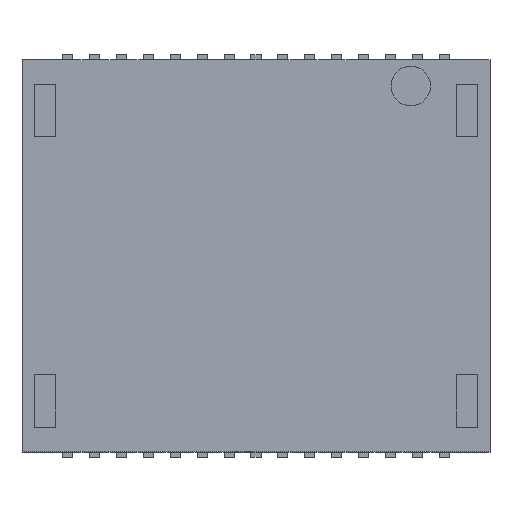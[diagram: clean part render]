
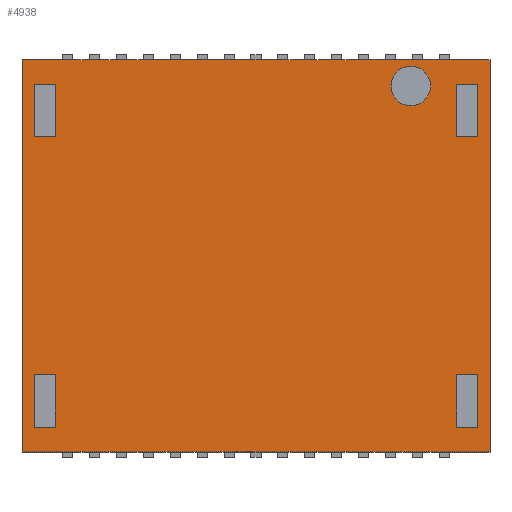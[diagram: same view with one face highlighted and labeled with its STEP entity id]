
A CAD part, top view. The second image highlights one B-rep face of the part: STEP entity #4938.
In plain terms, the highlighted planar face has unit normal (0, 0, 1).
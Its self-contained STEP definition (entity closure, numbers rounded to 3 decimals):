
#1289=DIRECTION('',(0.,1.,0.));
#1290=VECTOR('',#1289,14.86);
#1291=CARTESIAN_POINT('',(-8.865,-7.43,7.));
#1292=LINE('',#1291,#1290);
#1293=DIRECTION('',(1.,0.,0.));
#1294=VECTOR('',#1293,17.73);
#1295=CARTESIAN_POINT('',(-8.865,7.43,7.));
#1296=LINE('',#1295,#1294);
#1297=DIRECTION('',(0.,-1.,0.));
#1298=VECTOR('',#1297,14.86);
#1299=CARTESIAN_POINT('',(8.865,7.43,7.));
#1300=LINE('',#1299,#1298);
#1301=DIRECTION('',(-1.,0.,0.));
#1302=VECTOR('',#1301,17.73);
#1303=CARTESIAN_POINT('',(8.865,-7.43,7.));
#1304=LINE('',#1303,#1302);
#1305=CARTESIAN_POINT('',(5.865,6.43,7.));
#1306=DIRECTION('',(0.,0.,1.));
#1307=DIRECTION('',(1.,0.,0.));
#1308=AXIS2_PLACEMENT_3D('',#1305,#1306,#1307);
#1310=CARTESIAN_POINT('',(5.865,6.43,7.));
#1311=DIRECTION('',(0.,0.,1.));
#1312=DIRECTION('',(-1.,0.,0.));
#1313=AXIS2_PLACEMENT_3D('',#1310,#1311,#1312);
#1315=DIRECTION('',(0.,1.,0.));
#1316=VECTOR('',#1315,2.);
#1317=CARTESIAN_POINT('',(-8.4,4.5,7.));
#1318=LINE('',#1317,#1316);
#1323=DIRECTION('',(1.,0.,0.));
#1324=VECTOR('',#1323,0.8);
#1325=CARTESIAN_POINT('',(-8.4,6.5,7.));
#1326=LINE('',#1325,#1324);
#1331=DIRECTION('',(0.,-1.,0.));
#1332=VECTOR('',#1331,2.);
#1333=CARTESIAN_POINT('',(-7.6,6.5,7.));
#1334=LINE('',#1333,#1332);
#1339=DIRECTION('',(-1.,0.,0.));
#1340=VECTOR('',#1339,0.8);
#1341=CARTESIAN_POINT('',(-7.6,4.5,7.));
#1342=LINE('',#1341,#1340);
#1363=DIRECTION('',(0.,1.,0.));
#1364=VECTOR('',#1363,2.);
#1365=CARTESIAN_POINT('',(7.6,4.5,7.));
#1366=LINE('',#1365,#1364);
#1371=DIRECTION('',(1.,0.,0.));
#1372=VECTOR('',#1371,0.8);
#1373=CARTESIAN_POINT('',(7.6,6.5,7.));
#1374=LINE('',#1373,#1372);
#1379=DIRECTION('',(0.,-1.,0.));
#1380=VECTOR('',#1379,2.);
#1381=CARTESIAN_POINT('',(8.4,6.5,7.));
#1382=LINE('',#1381,#1380);
#1387=DIRECTION('',(-1.,0.,0.));
#1388=VECTOR('',#1387,0.8);
#1389=CARTESIAN_POINT('',(8.4,4.5,7.));
#1390=LINE('',#1389,#1388);
#1411=DIRECTION('',(0.,1.,0.));
#1412=VECTOR('',#1411,2.);
#1413=CARTESIAN_POINT('',(-8.4,-6.5,7.));
#1414=LINE('',#1413,#1412);
#1419=DIRECTION('',(1.,0.,0.));
#1420=VECTOR('',#1419,0.8);
#1421=CARTESIAN_POINT('',(-8.4,-4.5,7.));
#1422=LINE('',#1421,#1420);
#1427=DIRECTION('',(0.,-1.,0.));
#1428=VECTOR('',#1427,2.);
#1429=CARTESIAN_POINT('',(-7.6,-4.5,7.));
#1430=LINE('',#1429,#1428);
#1435=DIRECTION('',(-1.,0.,0.));
#1436=VECTOR('',#1435,0.8);
#1437=CARTESIAN_POINT('',(-7.6,-6.5,7.));
#1438=LINE('',#1437,#1436);
#1459=DIRECTION('',(0.,1.,0.));
#1460=VECTOR('',#1459,2.);
#1461=CARTESIAN_POINT('',(7.6,-6.5,7.));
#1462=LINE('',#1461,#1460);
#1467=DIRECTION('',(1.,0.,0.));
#1468=VECTOR('',#1467,0.8);
#1469=CARTESIAN_POINT('',(7.6,-4.5,7.));
#1470=LINE('',#1469,#1468);
#1475=DIRECTION('',(0.,-1.,0.));
#1476=VECTOR('',#1475,2.);
#1477=CARTESIAN_POINT('',(8.4,-4.5,7.));
#1478=LINE('',#1477,#1476);
#1483=DIRECTION('',(-1.,0.,0.));
#1484=VECTOR('',#1483,0.8);
#1485=CARTESIAN_POINT('',(8.4,-6.5,7.));
#1486=LINE('',#1485,#1484);
#2573=CARTESIAN_POINT('',(8.865,7.43,7.));
#2574=VERTEX_POINT('',#2573);
#2575=CARTESIAN_POINT('',(-8.865,7.43,7.));
#2576=VERTEX_POINT('',#2575);
#2633=CARTESIAN_POINT('',(8.865,-7.43,7.));
#2634=VERTEX_POINT('',#2633);
#2635=CARTESIAN_POINT('',(-8.865,-7.43,7.));
#2636=VERTEX_POINT('',#2635);
#2817=CARTESIAN_POINT('',(-8.4,4.5,7.));
#2818=CARTESIAN_POINT('',(-8.4,6.5,7.));
#2819=VERTEX_POINT('',#2817);
#2820=VERTEX_POINT('',#2818);
#2821=CARTESIAN_POINT('',(-7.6,4.5,7.));
#2822=VERTEX_POINT('',#2821);
#2823=CARTESIAN_POINT('',(-7.6,6.5,7.));
#2824=VERTEX_POINT('',#2823);
#2825=CARTESIAN_POINT('',(7.6,4.5,7.));
#2826=CARTESIAN_POINT('',(7.6,6.5,7.));
#2827=VERTEX_POINT('',#2825);
#2828=VERTEX_POINT('',#2826);
#2829=CARTESIAN_POINT('',(8.4,4.5,7.));
#2830=VERTEX_POINT('',#2829);
#2831=CARTESIAN_POINT('',(8.4,6.5,7.));
#2832=VERTEX_POINT('',#2831);
#2833=CARTESIAN_POINT('',(-8.4,-6.5,7.));
#2834=CARTESIAN_POINT('',(-8.4,-4.5,7.));
#2835=VERTEX_POINT('',#2833);
#2836=VERTEX_POINT('',#2834);
#2837=CARTESIAN_POINT('',(-7.6,-6.5,7.));
#2838=VERTEX_POINT('',#2837);
#2839=CARTESIAN_POINT('',(-7.6,-4.5,7.));
#2840=VERTEX_POINT('',#2839);
#2841=CARTESIAN_POINT('',(7.6,-6.5,7.));
#2842=CARTESIAN_POINT('',(7.6,-4.5,7.));
#2843=VERTEX_POINT('',#2841);
#2844=VERTEX_POINT('',#2842);
#2845=CARTESIAN_POINT('',(8.4,-6.5,7.));
#2846=VERTEX_POINT('',#2845);
#2847=CARTESIAN_POINT('',(8.4,-4.5,7.));
#2848=VERTEX_POINT('',#2847);
#3053=CARTESIAN_POINT('',(6.615,6.43,7.));
#3054=CARTESIAN_POINT('',(5.115,6.43,7.));
#3055=VERTEX_POINT('',#3053);
#3056=VERTEX_POINT('',#3054);
#4881=CARTESIAN_POINT('',(0.,0.,7.));
#4882=DIRECTION('',(0.,0.,1.));
#4883=DIRECTION('',(1.,0.,0.));
#4884=AXIS2_PLACEMENT_3D('',#4881,#4882,#4883);
#4885=PLANE('',#4884);
#4886=ORIENTED_EDGE('',*,*,#4875,.T.);
#4887=ORIENTED_EDGE('',*,*,#3375,.T.);
#4888=ORIENTED_EDGE('',*,*,#3528,.T.);
#4889=ORIENTED_EDGE('',*,*,#3586,.T.);
#4890=EDGE_LOOP('',(#4886,#4887,#4888,#4889));
#4891=FACE_OUTER_BOUND('',#4890,.F.);
#4893=ORIENTED_EDGE('',*,*,#4892,.F.);
#4895=ORIENTED_EDGE('',*,*,#4894,.F.);
#4897=ORIENTED_EDGE('',*,*,#4896,.F.);
#4899=ORIENTED_EDGE('',*,*,#4898,.F.);
#4900=EDGE_LOOP('',(#4893,#4895,#4897,#4899));
#4901=FACE_BOUND('',#4900,.F.);
#4903=ORIENTED_EDGE('',*,*,#4902,.F.);
#4905=ORIENTED_EDGE('',*,*,#4904,.F.);
#4907=ORIENTED_EDGE('',*,*,#4906,.F.);
#4909=ORIENTED_EDGE('',*,*,#4908,.F.);
#4910=EDGE_LOOP('',(#4903,#4905,#4907,#4909));
#4911=FACE_BOUND('',#4910,.F.);
#4913=ORIENTED_EDGE('',*,*,#4912,.F.);
#4915=ORIENTED_EDGE('',*,*,#4914,.F.);
#4917=ORIENTED_EDGE('',*,*,#4916,.F.);
#4919=ORIENTED_EDGE('',*,*,#4918,.F.);
#4920=EDGE_LOOP('',(#4913,#4915,#4917,#4919));
#4921=FACE_BOUND('',#4920,.F.);
#4923=ORIENTED_EDGE('',*,*,#4922,.F.);
#4925=ORIENTED_EDGE('',*,*,#4924,.F.);
#4927=ORIENTED_EDGE('',*,*,#4926,.F.);
#4929=ORIENTED_EDGE('',*,*,#4928,.F.);
#4930=EDGE_LOOP('',(#4923,#4925,#4927,#4929));
#4931=FACE_BOUND('',#4930,.F.);
#4933=ORIENTED_EDGE('',*,*,#4932,.T.);
#4935=ORIENTED_EDGE('',*,*,#4934,.T.);
#4936=EDGE_LOOP('',(#4933,#4935));
#4937=FACE_BOUND('',#4936,.F.);
#1309=CIRCLE('',#1308,0.75);
#1314=CIRCLE('',#1313,0.75);
#3375=EDGE_CURVE('',#2576,#2574,#1296,.T.);
#3528=EDGE_CURVE('',#2574,#2634,#1300,.T.);
#3586=EDGE_CURVE('',#2634,#2636,#1304,.T.);
#4875=EDGE_CURVE('',#2636,#2576,#1292,.T.);
#4892=EDGE_CURVE('',#2819,#2820,#1318,.T.);
#4894=EDGE_CURVE('',#2822,#2819,#1342,.T.);
#4896=EDGE_CURVE('',#2824,#2822,#1334,.T.);
#4898=EDGE_CURVE('',#2820,#2824,#1326,.T.);
#4902=EDGE_CURVE('',#2827,#2828,#1366,.T.);
#4904=EDGE_CURVE('',#2830,#2827,#1390,.T.);
#4906=EDGE_CURVE('',#2832,#2830,#1382,.T.);
#4908=EDGE_CURVE('',#2828,#2832,#1374,.T.);
#4912=EDGE_CURVE('',#2835,#2836,#1414,.T.);
#4914=EDGE_CURVE('',#2838,#2835,#1438,.T.);
#4916=EDGE_CURVE('',#2840,#2838,#1430,.T.);
#4918=EDGE_CURVE('',#2836,#2840,#1422,.T.);
#4922=EDGE_CURVE('',#2843,#2844,#1462,.T.);
#4924=EDGE_CURVE('',#2846,#2843,#1486,.T.);
#4926=EDGE_CURVE('',#2848,#2846,#1478,.T.);
#4928=EDGE_CURVE('',#2844,#2848,#1470,.T.);
#4932=EDGE_CURVE('',#3055,#3056,#1309,.T.);
#4934=EDGE_CURVE('',#3056,#3055,#1314,.T.);
#4938=ADVANCED_FACE('',(#4891,#4901,#4911,#4921,#4931,#4937),#4885,.T.);
